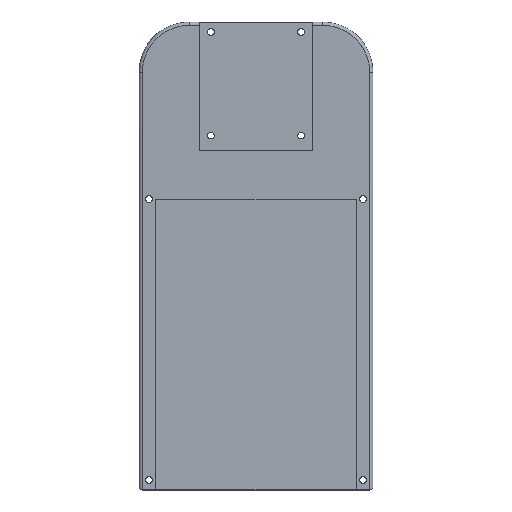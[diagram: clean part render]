
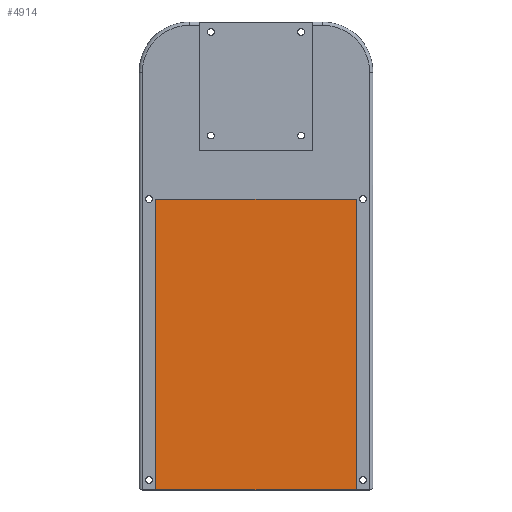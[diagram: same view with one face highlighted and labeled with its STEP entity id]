
A CAD part, top view. The second image highlights one B-rep face of the part: STEP entity #4914.
In plain terms, the highlighted planar face has unit normal (0, 0, 1).
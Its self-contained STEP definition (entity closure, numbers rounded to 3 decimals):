
#815 = PLANE('',#816);
#816 = AXIS2_PLACEMENT_3D('',#817,#818,#819);
#817 = CARTESIAN_POINT('',(0.,0.,0.));
#818 = DIRECTION('',(0.,1.,0.));
#819 = DIRECTION('',(0.,0.,1.));
#2458 = PLANE('',#2459);
#2459 = AXIS2_PLACEMENT_3D('',#2460,#2461,#2462);
#2460 = CARTESIAN_POINT('',(5.,-3.,16.));
#2461 = DIRECTION('',(1.,0.,0.));
#2462 = DIRECTION('',(0.,1.,0.));
#2486 = PLANE('',#2487);
#2487 = AXIS2_PLACEMENT_3D('',#2488,#2489,#2490);
#2488 = CARTESIAN_POINT('',(5.,87.,16.));
#2489 = DIRECTION('',(0.,-1.,0.));
#2490 = DIRECTION('',(1.,0.,0.));
#2514 = PLANE('',#2515);
#2515 = AXIS2_PLACEMENT_3D('',#2516,#2517,#2518);
#2516 = CARTESIAN_POINT('',(65.,87.,16.));
#2517 = DIRECTION('',(-1.,0.,0.));
#2518 = DIRECTION('',(0.,-1.,0.));
#2811 = VERTEX_POINT('',#2812);
#2812 = CARTESIAN_POINT('',(5.,0.,14.));
#2833 = EDGE_CURVE('',#2834,#2811,#2836,.T.);
#2834 = VERTEX_POINT('',#2835);
#2835 = CARTESIAN_POINT('',(65.,0.,14.));
#2836 = SURFACE_CURVE('',#2837,(#2841,#2848),.PCURVE_S1.);
#2837 = LINE('',#2838,#2839);
#2838 = CARTESIAN_POINT('',(17.5,0.,14.));
#2839 = VECTOR('',#2840,1.);
#2840 = DIRECTION('',(-1.,0.,0.));
#2841 = PCURVE('',#815,#2842);
#2842 = DEFINITIONAL_REPRESENTATION('',(#2843),#2847);
#2843 = LINE('',#2844,#2845);
#2844 = CARTESIAN_POINT('',(14.,17.5));
#2845 = VECTOR('',#2846,1.);
#2846 = DIRECTION('',(0.,-1.));
#2847 = ( GEOMETRIC_REPRESENTATION_CONTEXT(2) 
PARAMETRIC_REPRESENTATION_CONTEXT() REPRESENTATION_CONTEXT('2D SPACE',''
  ) );
#2848 = PCURVE('',#2849,#2854);
#2849 = PLANE('',#2850);
#2850 = AXIS2_PLACEMENT_3D('',#2851,#2852,#2853);
#2851 = CARTESIAN_POINT('',(35.,42.,14.));
#2852 = DIRECTION('',(0.,0.,-1.));
#2853 = DIRECTION('',(-1.,0.,0.));
#2854 = DEFINITIONAL_REPRESENTATION('',(#2855),#2859);
#2855 = LINE('',#2856,#2857);
#2856 = CARTESIAN_POINT('',(17.5,-42.));
#2857 = VECTOR('',#2858,1.);
#2858 = DIRECTION('',(1.,0.));
#2859 = ( GEOMETRIC_REPRESENTATION_CONTEXT(2) 
PARAMETRIC_REPRESENTATION_CONTEXT() REPRESENTATION_CONTEXT('2D SPACE',''
  ) );
#4788 = EDGE_CURVE('',#2811,#4789,#4791,.T.);
#4789 = VERTEX_POINT('',#4790);
#4790 = CARTESIAN_POINT('',(5.,87.,14.));
#4791 = SURFACE_CURVE('',#4792,(#4796,#4803),.PCURVE_S1.);
#4792 = LINE('',#4793,#4794);
#4793 = CARTESIAN_POINT('',(5.,-3.,14.));
#4794 = VECTOR('',#4795,1.);
#4795 = DIRECTION('',(0.,1.,0.));
#4796 = PCURVE('',#2458,#4797);
#4797 = DEFINITIONAL_REPRESENTATION('',(#4798),#4802);
#4798 = LINE('',#4799,#4800);
#4799 = CARTESIAN_POINT('',(0.,-2.));
#4800 = VECTOR('',#4801,1.);
#4801 = DIRECTION('',(1.,0.));
#4802 = ( GEOMETRIC_REPRESENTATION_CONTEXT(2) 
PARAMETRIC_REPRESENTATION_CONTEXT() REPRESENTATION_CONTEXT('2D SPACE',''
  ) );
#4803 = PCURVE('',#2849,#4804);
#4804 = DEFINITIONAL_REPRESENTATION('',(#4805),#4809);
#4805 = LINE('',#4806,#4807);
#4806 = CARTESIAN_POINT('',(30.,-45.));
#4807 = VECTOR('',#4808,1.);
#4808 = DIRECTION('',(0.,1.));
#4809 = ( GEOMETRIC_REPRESENTATION_CONTEXT(2) 
PARAMETRIC_REPRESENTATION_CONTEXT() REPRESENTATION_CONTEXT('2D SPACE',''
  ) );
#4843 = EDGE_CURVE('',#4789,#4844,#4846,.T.);
#4844 = VERTEX_POINT('',#4845);
#4845 = CARTESIAN_POINT('',(65.,87.,14.));
#4846 = SURFACE_CURVE('',#4847,(#4851,#4858),.PCURVE_S1.);
#4847 = LINE('',#4848,#4849);
#4848 = CARTESIAN_POINT('',(5.,87.,14.));
#4849 = VECTOR('',#4850,1.);
#4850 = DIRECTION('',(1.,0.,0.));
#4851 = PCURVE('',#2486,#4852);
#4852 = DEFINITIONAL_REPRESENTATION('',(#4853),#4857);
#4853 = LINE('',#4854,#4855);
#4854 = CARTESIAN_POINT('',(0.,-2.));
#4855 = VECTOR('',#4856,1.);
#4856 = DIRECTION('',(1.,0.));
#4857 = ( GEOMETRIC_REPRESENTATION_CONTEXT(2) 
PARAMETRIC_REPRESENTATION_CONTEXT() REPRESENTATION_CONTEXT('2D SPACE',''
  ) );
#4858 = PCURVE('',#2849,#4859);
#4859 = DEFINITIONAL_REPRESENTATION('',(#4860),#4864);
#4860 = LINE('',#4861,#4862);
#4861 = CARTESIAN_POINT('',(30.,45.));
#4862 = VECTOR('',#4863,1.);
#4863 = DIRECTION('',(-1.,0.));
#4864 = ( GEOMETRIC_REPRESENTATION_CONTEXT(2) 
PARAMETRIC_REPRESENTATION_CONTEXT() REPRESENTATION_CONTEXT('2D SPACE',''
  ) );
#4893 = EDGE_CURVE('',#4844,#2834,#4894,.T.);
#4894 = SURFACE_CURVE('',#4895,(#4899,#4906),.PCURVE_S1.);
#4895 = LINE('',#4896,#4897);
#4896 = CARTESIAN_POINT('',(65.,87.,14.));
#4897 = VECTOR('',#4898,1.);
#4898 = DIRECTION('',(0.,-1.,0.));
#4899 = PCURVE('',#2514,#4900);
#4900 = DEFINITIONAL_REPRESENTATION('',(#4901),#4905);
#4901 = LINE('',#4902,#4903);
#4902 = CARTESIAN_POINT('',(0.,-2.));
#4903 = VECTOR('',#4904,1.);
#4904 = DIRECTION('',(1.,0.));
#4905 = ( GEOMETRIC_REPRESENTATION_CONTEXT(2) 
PARAMETRIC_REPRESENTATION_CONTEXT() REPRESENTATION_CONTEXT('2D SPACE',''
  ) );
#4906 = PCURVE('',#2849,#4907);
#4907 = DEFINITIONAL_REPRESENTATION('',(#4908),#4912);
#4908 = LINE('',#4909,#4910);
#4909 = CARTESIAN_POINT('',(-30.,45.));
#4910 = VECTOR('',#4911,1.);
#4911 = DIRECTION('',(0.,-1.));
#4912 = ( GEOMETRIC_REPRESENTATION_CONTEXT(2) 
PARAMETRIC_REPRESENTATION_CONTEXT() REPRESENTATION_CONTEXT('2D SPACE',''
  ) );
#4914 = ADVANCED_FACE('',(#4915),#2849,.F.);
#4915 = FACE_BOUND('',#4916,.F.);
#4916 = EDGE_LOOP('',(#4917,#4918,#4919,#4920));
#4917 = ORIENTED_EDGE('',*,*,#4788,.T.);
#4918 = ORIENTED_EDGE('',*,*,#4843,.T.);
#4919 = ORIENTED_EDGE('',*,*,#4893,.T.);
#4920 = ORIENTED_EDGE('',*,*,#2833,.T.);
